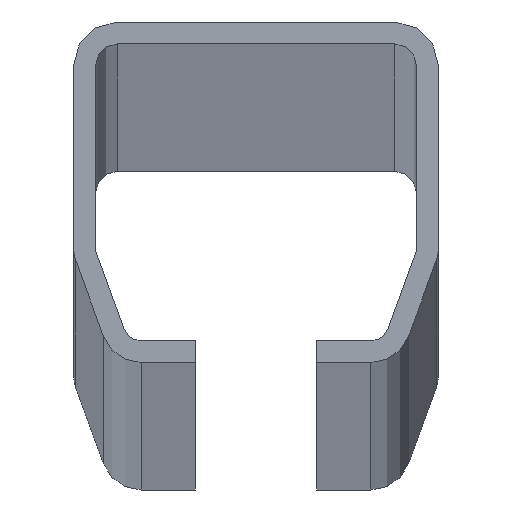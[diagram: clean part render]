
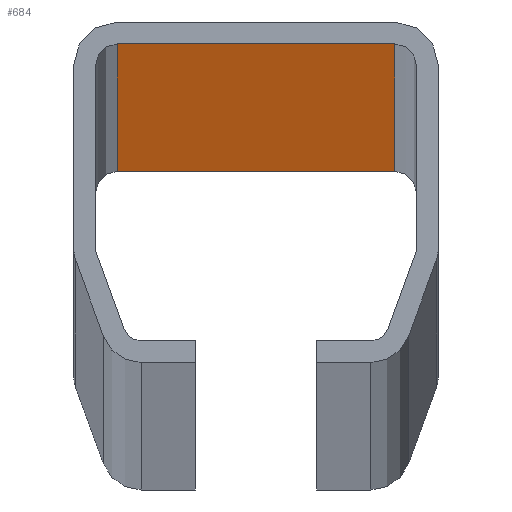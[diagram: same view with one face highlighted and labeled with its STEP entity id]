
A CAD part, top view. The second image highlights one B-rep face of the part: STEP entity #684.
In plain terms, the highlighted planar face has unit normal (0, -1, 0).
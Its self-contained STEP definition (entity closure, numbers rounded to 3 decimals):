
#201=CARTESIAN_POINT('',(11.4,26.2,-3000.0));
#202=VERTEX_POINT('',#201);
#210=CARTESIAN_POINT('',(-11.4,26.2,-3000.0));
#211=VERTEX_POINT('',#210);
#212=CARTESIAN_POINT('',(-11.4,26.2,-3000.0));
#213=DIRECTION('',(1.0,0.0,0.0));
#214=VECTOR('',#213,22.8);
#215=LINE('',#212,#214);
#216=EDGE_CURVE('',#211,#202,#215,.T.);
#641=CARTESIAN_POINT('',(11.4,26.2,3000.0));
#642=VERTEX_POINT('',#641);
#650=CARTESIAN_POINT('',(11.4,26.2,-3000.0));
#651=DIRECTION('',(0.0,0.0,1.0));
#652=VECTOR('',#651,6000.0);
#653=LINE('',#650,#652);
#654=EDGE_CURVE('',#202,#642,#653,.T.);
#661=CARTESIAN_POINT('',(11.4,26.2,0.0));
#662=DIRECTION('',(0.0,-1.0,0.0));
#663=DIRECTION('',(0.0,0.0,-1.0));
#664=AXIS2_PLACEMENT_3D('',#661,#662,#663);
#665=PLANE('',#664);
#666=CARTESIAN_POINT('',(-11.4,26.2,3000.0));
#667=VERTEX_POINT('',#666);
#668=CARTESIAN_POINT('',(11.4,26.2,3000.0));
#669=DIRECTION('',(-1.0,0.0,0.0));
#670=VECTOR('',#669,22.8);
#671=LINE('',#668,#670);
#672=EDGE_CURVE('',#642,#667,#671,.T.);
#673=ORIENTED_EDGE('',*,*,#672,.T.);
#674=CARTESIAN_POINT('',(-11.4,26.2,-3000.0));
#675=DIRECTION('',(0.0,0.0,1.0));
#676=VECTOR('',#675,6000.0);
#677=LINE('',#674,#676);
#678=EDGE_CURVE('',#211,#667,#677,.T.);
#679=ORIENTED_EDGE('',*,*,#678,.F.);
#680=ORIENTED_EDGE('',*,*,#216,.T.);
#681=ORIENTED_EDGE('',*,*,#654,.T.);
#682=EDGE_LOOP('',(#673,#679,#680,#681));
#683=FACE_OUTER_BOUND('',#682,.T.);
#684=ADVANCED_FACE('',(#683),#665,.T.);
